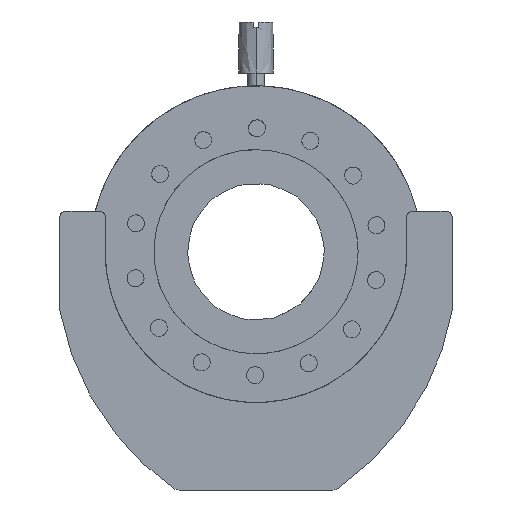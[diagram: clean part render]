
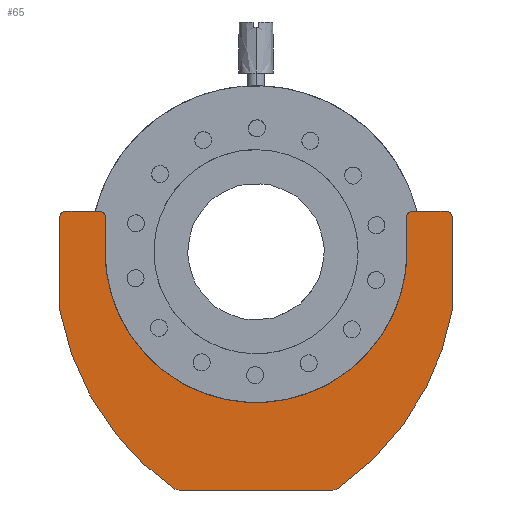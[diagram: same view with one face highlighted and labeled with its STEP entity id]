
A CAD part, left-side view. The second image highlights one B-rep face of the part: STEP entity #65.
In plain terms, the highlighted planar face has unit normal (-1, 0, 0).
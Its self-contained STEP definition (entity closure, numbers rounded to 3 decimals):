
#65=ADVANCED_FACE('',(#387),#5643,.T.);
#387=FACE_OUTER_BOUND('',#709,.T.);
#709=EDGE_LOOP('',(#1125,#1126,#1127,#1128,#1129,#1130,#1131,#1132,#1133,
#1134,#1135,#1136,#1137,#1138,#1139,#1140,#1141,#1142));
#1125=ORIENTED_EDGE('',*,*,#2944,.F.);
#1126=ORIENTED_EDGE('',*,*,#2952,.T.);
#1127=ORIENTED_EDGE('',*,*,#2966,.T.);
#1128=ORIENTED_EDGE('',*,*,#2980,.T.);
#1129=ORIENTED_EDGE('',*,*,#2975,.T.);
#1130=ORIENTED_EDGE('',*,*,#2953,.T.);
#1131=ORIENTED_EDGE('',*,*,#2983,.T.);
#1132=ORIENTED_EDGE('',*,*,#2973,.T.);
#1133=ORIENTED_EDGE('',*,*,#2971,.T.);
#1134=ORIENTED_EDGE('',*,*,#2954,.T.);
#1135=ORIENTED_EDGE('',*,*,#2962,.T.);
#1136=ORIENTED_EDGE('',*,*,#2936,.T.);
#1137=ORIENTED_EDGE('',*,*,#2958,.T.);
#1138=ORIENTED_EDGE('',*,*,#2955,.T.);
#1139=ORIENTED_EDGE('',*,*,#3009,.T.);
#1140=ORIENTED_EDGE('',*,*,#2902,.F.);
#1141=ORIENTED_EDGE('',*,*,#2913,.F.);
#1142=ORIENTED_EDGE('',*,*,#2927,.T.);
#2902=EDGE_CURVE('',#4932,#4933,#4375,.T.);
#2913=EDGE_CURVE('',#4941,#4932,#3918,.T.);
#2927=EDGE_CURVE('',#4941,#4953,#4394,.T.);
#2936=EDGE_CURVE('',#4962,#4961,#4403,.T.);
#2944=EDGE_CURVE('',#4968,#4953,#3922,.T.);
#2952=EDGE_CURVE('',#4968,#4980,#4415,.T.);
#2953=EDGE_CURVE('',#4983,#4984,#4416,.T.);
#2954=EDGE_CURVE('',#4987,#4988,#4417,.T.);
#2955=EDGE_CURVE('',#4989,#4990,#4418,.T.);
#2958=EDGE_CURVE('',#4961,#4989,#3926,.T.);
#2962=EDGE_CURVE('',#4988,#4962,#3928,.T.);
#2966=EDGE_CURVE('',#4980,#4981,#3929,.T.);
#2971=EDGE_CURVE('',#4986,#4987,#3932,.T.);
#2973=EDGE_CURVE('',#4985,#4986,#3933,.T.);
#2975=EDGE_CURVE('',#4982,#4983,#3935,.T.);
#2980=EDGE_CURVE('',#4981,#4982,#3938,.T.);
#2983=EDGE_CURVE('',#4984,#4985,#3940,.T.);
#3009=EDGE_CURVE('',#4990,#4933,#3956,.T.);
#3918=(
BOUNDED_CURVE()
B_SPLINE_CURVE(2,(#9592,#9593,#9594),.UNSPECIFIED.,.F.,.F.)
B_SPLINE_CURVE_WITH_KNOTS((3,3),(0.,0.785),.UNSPECIFIED.)
CURVE()
GEOMETRIC_REPRESENTATION_ITEM()
RATIONAL_B_SPLINE_CURVE((1.,0.707,1.))
REPRESENTATION_ITEM('')
);
#3922=(
BOUNDED_CURVE()
B_SPLINE_CURVE(2,(#9658,#9659,#9660),.UNSPECIFIED.,.F.,.F.)
B_SPLINE_CURVE_WITH_KNOTS((3,3),(0.,0.785),.UNSPECIFIED.)
CURVE()
GEOMETRIC_REPRESENTATION_ITEM()
RATIONAL_B_SPLINE_CURVE((1.,0.707,1.))
REPRESENTATION_ITEM('')
);
#3926=(
BOUNDED_CURVE()
B_SPLINE_CURVE(2,(#9690,#9691,#9692),.UNSPECIFIED.,.F.,.F.)
B_SPLINE_CURVE_WITH_KNOTS((3,3),(-0.785,0.),.UNSPECIFIED.)
CURVE()
GEOMETRIC_REPRESENTATION_ITEM()
RATIONAL_B_SPLINE_CURVE((1.,0.707,1.))
REPRESENTATION_ITEM('')
);
#3928=(
BOUNDED_CURVE()
B_SPLINE_CURVE(2,(#9700,#9701,#9702),.UNSPECIFIED.,.F.,.F.)
B_SPLINE_CURVE_WITH_KNOTS((3,3),(-0.785,0.),.UNSPECIFIED.)
CURVE()
GEOMETRIC_REPRESENTATION_ITEM()
RATIONAL_B_SPLINE_CURVE((1.,0.707,1.))
REPRESENTATION_ITEM('')
);
#3929=(
BOUNDED_CURVE()
B_SPLINE_CURVE(2,(#9709,#9710,#9711),.UNSPECIFIED.,.F.,.F.)
B_SPLINE_CURVE_WITH_KNOTS((3,3),(-0.181,0.),.UNSPECIFIED.)
CURVE()
GEOMETRIC_REPRESENTATION_ITEM()
RATIONAL_B_SPLINE_CURVE((1.,0.996,1.))
REPRESENTATION_ITEM('')
);
#3932=(
BOUNDED_CURVE()
B_SPLINE_CURVE(2,(#9722,#9723,#9724),.UNSPECIFIED.,.F.,.F.)
B_SPLINE_CURVE_WITH_KNOTS((3,3),(-0.181,0.),.UNSPECIFIED.)
CURVE()
GEOMETRIC_REPRESENTATION_ITEM()
RATIONAL_B_SPLINE_CURVE((1.,0.996,1.))
REPRESENTATION_ITEM('')
);
#3933=(
BOUNDED_CURVE()
B_SPLINE_CURVE(2,(#9727,#9728,#9729),.UNSPECIFIED.,.F.,.F.)
B_SPLINE_CURVE_WITH_KNOTS((3,3),(0.,21.401),.UNSPECIFIED.)
CURVE()
GEOMETRIC_REPRESENTATION_ITEM()
RATIONAL_B_SPLINE_CURVE((1.,0.925,1.))
REPRESENTATION_ITEM('')
);
#3935=(
BOUNDED_CURVE()
B_SPLINE_CURVE(2,(#9733,#9734,#9735),.UNSPECIFIED.,.F.,.F.)
B_SPLINE_CURVE_WITH_KNOTS((3,3),(-0.611,0.),.UNSPECIFIED.)
CURVE()
GEOMETRIC_REPRESENTATION_ITEM()
RATIONAL_B_SPLINE_CURVE((1.,0.954,1.))
REPRESENTATION_ITEM('')
);
#3938=(
BOUNDED_CURVE()
B_SPLINE_CURVE(2,(#9746,#9747,#9748),.UNSPECIFIED.,.F.,.F.)
B_SPLINE_CURVE_WITH_KNOTS((3,3),(0.,21.401),.UNSPECIFIED.)
CURVE()
GEOMETRIC_REPRESENTATION_ITEM()
RATIONAL_B_SPLINE_CURVE((1.,0.925,1.))
REPRESENTATION_ITEM('')
);
#3940=(
BOUNDED_CURVE()
B_SPLINE_CURVE(2,(#9754,#9755,#9756),.UNSPECIFIED.,.F.,.F.)
B_SPLINE_CURVE_WITH_KNOTS((3,3),(-0.611,0.),.UNSPECIFIED.)
CURVE()
GEOMETRIC_REPRESENTATION_ITEM()
RATIONAL_B_SPLINE_CURVE((1.,0.954,1.))
REPRESENTATION_ITEM('')
);
#3956=(
BOUNDED_CURVE()
B_SPLINE_CURVE(2,(#9852,#9853,#9854,#9855,#9856),.UNSPECIFIED.,.F.,.F.)
B_SPLINE_CURVE_WITH_KNOTS((3,2,3),(0.,23.562,47.124),
 .UNSPECIFIED.)
CURVE()
GEOMETRIC_REPRESENTATION_ITEM()
RATIONAL_B_SPLINE_CURVE((1.,0.707,1.,0.707,1.))
REPRESENTATION_ITEM('')
);
#4375=B_SPLINE_CURVE_WITH_KNOTS('',1,(#9563,#9564),.UNSPECIFIED.,.F.,.F.,
(2,2),(-3.5,0.),.UNSPECIFIED.);
#4394=B_SPLINE_CURVE_WITH_KNOTS('',1,(#9623,#9624),.UNSPECIFIED.,.F.,.F.,
(2,2),(0.,3.5),.UNSPECIFIED.);
#4403=B_SPLINE_CURVE_WITH_KNOTS('',1,(#9641,#9642),.UNSPECIFIED.,.F.,.F.,
(2,2),(0.,3.5),.UNSPECIFIED.);
#4415=B_SPLINE_CURVE_WITH_KNOTS('',1,(#9677,#9678),.UNSPECIFIED.,.F.,.F.,
(2,2),(0.,9.276),.UNSPECIFIED.);
#4416=B_SPLINE_CURVE_WITH_KNOTS('',1,(#9679,#9680),.UNSPECIFIED.,.F.,.F.,
(2,2),(0.,15.289),.UNSPECIFIED.);
#4417=B_SPLINE_CURVE_WITH_KNOTS('',1,(#9681,#9682),.UNSPECIFIED.,.F.,.F.,
(2,2),(0.,9.276),.UNSPECIFIED.);
#4418=B_SPLINE_CURVE_WITH_KNOTS('',1,(#9683,#9684),.UNSPECIFIED.,.F.,.F.,
(2,2),(0.,3.5),.UNSPECIFIED.);
#4932=VERTEX_POINT('',#9005);
#4933=VERTEX_POINT('',#9006);
#4941=VERTEX_POINT('',#9014);
#4953=VERTEX_POINT('',#9026);
#4961=VERTEX_POINT('',#9034);
#4962=VERTEX_POINT('',#9035);
#4968=VERTEX_POINT('',#9041);
#4980=VERTEX_POINT('',#9053);
#4981=VERTEX_POINT('',#9054);
#4982=VERTEX_POINT('',#9055);
#4983=VERTEX_POINT('',#9056);
#4984=VERTEX_POINT('',#9057);
#4985=VERTEX_POINT('',#9058);
#4986=VERTEX_POINT('',#9059);
#4987=VERTEX_POINT('',#9060);
#4988=VERTEX_POINT('',#9061);
#4989=VERTEX_POINT('',#9062);
#4990=VERTEX_POINT('',#9063);
#5643=PLANE('',#5836);
#5836=AXIS2_PLACEMENT_3D('',#6278,#6012,$);
#6012=DIRECTION('',(-1.,0.,0.));
#6278=CARTESIAN_POINT('',(11.823,40.02,-24.067));
#9005=CARTESIAN_POINT('',(11.823,31.5,6.023));
#9006=CARTESIAN_POINT('',(11.823,31.5,2.523));
#9014=CARTESIAN_POINT('',(11.823,32.,6.523));
#9026=CARTESIAN_POINT('',(11.823,35.5,6.523));
#9034=CARTESIAN_POINT('',(11.823,1.,6.523));
#9035=CARTESIAN_POINT('',(11.823,-2.5,6.523));
#9041=CARTESIAN_POINT('',(11.823,36.,6.023));
#9053=CARTESIAN_POINT('',(11.823,36.,-3.252));
#9054=CARTESIAN_POINT('',(11.823,35.984,-3.433));
#9055=CARTESIAN_POINT('',(11.823,24.718,-20.996));
#9056=CARTESIAN_POINT('',(11.823,24.144,-21.177));
#9057=CARTESIAN_POINT('',(11.823,8.856,-21.177));
#9058=CARTESIAN_POINT('',(11.823,8.282,-20.996));
#9059=CARTESIAN_POINT('',(11.823,-2.984,-3.433));
#9060=CARTESIAN_POINT('',(11.823,-3.,-3.252));
#9061=CARTESIAN_POINT('',(11.823,-3.,6.023));
#9062=CARTESIAN_POINT('',(11.823,1.5,6.023));
#9063=CARTESIAN_POINT('',(11.823,1.5,2.523));
#9563=CARTESIAN_POINT('',(11.823,31.5,6.023));
#9564=CARTESIAN_POINT('',(11.823,31.5,2.523));
#9592=CARTESIAN_POINT('',(11.823,32.,6.523));
#9593=CARTESIAN_POINT('',(11.823,31.5,6.523));
#9594=CARTESIAN_POINT('',(11.823,31.5,6.023));
#9623=CARTESIAN_POINT('',(11.823,32.,6.523));
#9624=CARTESIAN_POINT('',(11.823,35.5,6.523));
#9641=CARTESIAN_POINT('',(11.823,-2.5,6.523));
#9642=CARTESIAN_POINT('',(11.823,1.,6.523));
#9658=CARTESIAN_POINT('',(11.823,36.,6.023));
#9659=CARTESIAN_POINT('',(11.823,36.,6.523));
#9660=CARTESIAN_POINT('',(11.823,35.5,6.523));
#9677=CARTESIAN_POINT('',(11.823,36.,6.023));
#9678=CARTESIAN_POINT('',(11.823,36.,-3.252));
#9679=CARTESIAN_POINT('',(11.823,24.144,-21.177));
#9680=CARTESIAN_POINT('',(11.823,8.856,-21.177));
#9681=CARTESIAN_POINT('',(11.823,-3.,-3.252));
#9682=CARTESIAN_POINT('',(11.823,-3.,6.023));
#9683=CARTESIAN_POINT('',(11.823,1.5,6.023));
#9684=CARTESIAN_POINT('',(11.823,1.5,2.523));
#9690=CARTESIAN_POINT('',(11.823,1.,6.523));
#9691=CARTESIAN_POINT('',(11.823,1.5,6.523));
#9692=CARTESIAN_POINT('',(11.823,1.5,6.023));
#9700=CARTESIAN_POINT('',(11.823,-3.,6.023));
#9701=CARTESIAN_POINT('',(11.823,-3.,6.523));
#9702=CARTESIAN_POINT('',(11.823,-2.5,6.523));
#9709=CARTESIAN_POINT('',(11.823,36.,-3.252));
#9710=CARTESIAN_POINT('',(11.823,36.,-3.343));
#9711=CARTESIAN_POINT('',(11.823,35.984,-3.433));
#9722=CARTESIAN_POINT('',(11.823,-2.984,-3.433));
#9723=CARTESIAN_POINT('',(11.823,-3.,-3.343));
#9724=CARTESIAN_POINT('',(11.823,-3.,-3.252));
#9727=CARTESIAN_POINT('',(11.823,8.282,-20.996));
#9728=CARTESIAN_POINT('',(11.823,-0.952,-14.524));
#9729=CARTESIAN_POINT('',(11.823,-2.984,-3.433));
#9733=CARTESIAN_POINT('',(11.823,24.718,-20.996));
#9734=CARTESIAN_POINT('',(11.823,24.46,-21.177));
#9735=CARTESIAN_POINT('',(11.823,24.144,-21.177));
#9746=CARTESIAN_POINT('',(11.823,35.984,-3.433));
#9747=CARTESIAN_POINT('',(11.823,33.952,-14.524));
#9748=CARTESIAN_POINT('',(11.823,24.718,-20.996));
#9754=CARTESIAN_POINT('',(11.823,8.856,-21.177));
#9755=CARTESIAN_POINT('',(11.823,8.54,-21.177));
#9756=CARTESIAN_POINT('',(11.823,8.282,-20.996));
#9852=CARTESIAN_POINT('',(11.823,1.5,2.523));
#9853=CARTESIAN_POINT('',(11.823,1.5,-12.477));
#9854=CARTESIAN_POINT('',(11.823,16.5,-12.477));
#9855=CARTESIAN_POINT('',(11.823,31.5,-12.477));
#9856=CARTESIAN_POINT('',(11.823,31.5,2.523));
